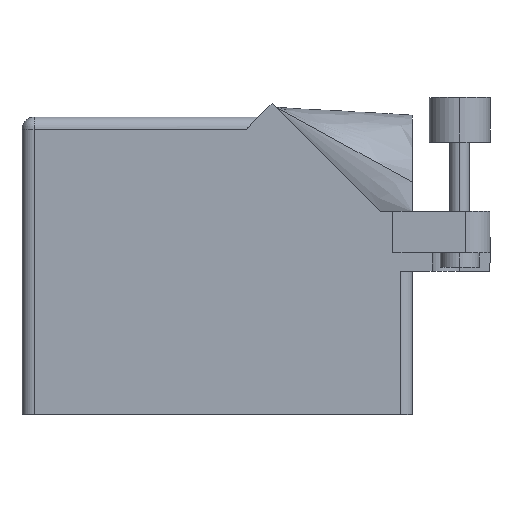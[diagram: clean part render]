
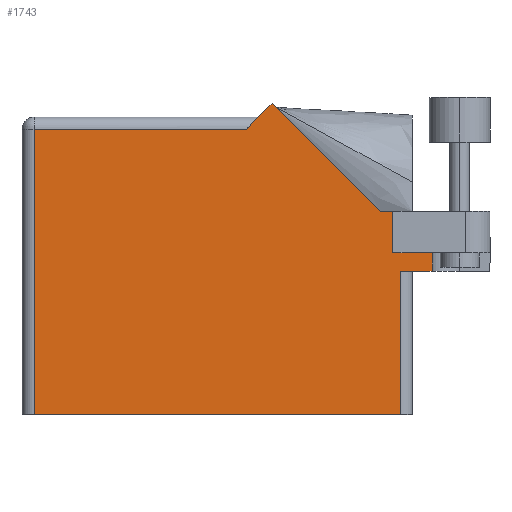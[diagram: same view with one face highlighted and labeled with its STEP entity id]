
A CAD part, top view. The second image highlights one B-rep face of the part: STEP entity #1743.
In plain terms, the highlighted planar face has unit normal (0, 0, 1).
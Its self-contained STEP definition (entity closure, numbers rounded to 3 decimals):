
#23 = CARTESIAN_POINT ( 'NONE',  ( 46.848, 26.518, 0. ) ) ;
#71 = CARTESIAN_POINT ( 'NONE',  ( 49.479, 0., 0. ) ) ;
#86 = LINE ( 'NONE', #2270, #2550 ) ;
#101 = VERTEX_POINT ( 'NONE', #989 ) ;
#135 = LINE ( 'NONE', #2709, #1177 ) ;
#141 = CARTESIAN_POINT ( 'NONE',  ( 48.514, 21.107, 0. ) ) ;
#150 = CARTESIAN_POINT ( 'NONE',  ( 61.214, 26.518, 0. ) ) ;
#164 = ORIENTED_EDGE ( 'NONE', *, *, #1466, .F. ) ;
#220 = ORIENTED_EDGE ( 'NONE', *, *, #1356, .T. ) ;
#231 = VERTEX_POINT ( 'NONE', #543 ) ;
#326 = EDGE_CURVE ( 'NONE', #2466, #1386, #2751, .T. ) ;
#340 = DIRECTION ( 'NONE',  ( 1., 0., 0. ) ) ;
#401 = LINE ( 'NONE', #860, #580 ) ;
#421 = VERTEX_POINT ( 'NONE', #893 ) ;
#427 = DIRECTION ( 'NONE',  ( 0., 0., -1. ) ) ;
#510 = DIRECTION ( 'NONE',  ( 0., 1., 0. ) ) ;
#543 = CARTESIAN_POINT ( 'NONE',  ( 1.575, 37.287, 0. ) ) ;
#574 = EDGE_LOOP ( 'NONE', ( #1598, #1587, #1616, #1577, #164, #806, #2076, #1953, #220, #2187, #877 ) ) ;
#579 = DIRECTION ( 'NONE',  ( 0., -1., 0. ) ) ;
#580 = VECTOR ( 'NONE', #1745, 1000. ) ;
#613 = CARTESIAN_POINT ( 'NONE',  ( 32.708, 40.658, 0. ) ) ;
#708 = LINE ( 'NONE', #23, #1057 ) ;
#787 = EDGE_CURVE ( 'NONE', #231, #101, #1249, .T. ) ;
#806 = ORIENTED_EDGE ( 'NONE', *, *, #1634, .T. ) ;
#810 = VERTEX_POINT ( 'NONE', #613 ) ;
#860 = CARTESIAN_POINT ( 'NONE',  ( 0., 37.287, 0. ) ) ;
#877 = ORIENTED_EDGE ( 'NONE', *, *, #787, .T. ) ;
#893 = CARTESIAN_POINT ( 'NONE',  ( 48.514, 26.518, 0. ) ) ;
#945 = VERTEX_POINT ( 'NONE', #71 ) ;
#989 = CARTESIAN_POINT ( 'NONE',  ( 1.575, 0., 0. ) ) ;
#1022 = FACE_OUTER_BOUND ( 'NONE', #574, .T. ) ;
#1037 = CARTESIAN_POINT ( 'NONE',  ( 0., 38.862, 0. ) ) ;
#1057 = VECTOR ( 'NONE', #2648, 1000. ) ;
#1058 = DIRECTION ( 'NONE',  ( 1., 0., 0. ) ) ;
#1115 = EDGE_CURVE ( 'NONE', #1676, #1386, #2518, .T. ) ;
#1171 = VERTEX_POINT ( 'NONE', #2507 ) ;
#1177 = VECTOR ( 'NONE', #510, 1000. ) ;
#1197 = LINE ( 'NONE', #2310, #1520 ) ;
#1228 = DIRECTION ( 'NONE',  ( -0.707, -0.707, 0. ) ) ;
#1249 = LINE ( 'NONE', #2148, #1585 ) ;
#1294 = DIRECTION ( 'NONE',  ( -1., 0., 0. ) ) ;
#1356 = EDGE_CURVE ( 'NONE', #810, #2546, #86, .T. ) ;
#1386 = VERTEX_POINT ( 'NONE', #1440 ) ;
#1395 = LINE ( 'NONE', #2490, #2617 ) ;
#1440 = CARTESIAN_POINT ( 'NONE',  ( 53.632, 18.72, 0. ) ) ;
#1441 = VECTOR ( 'NONE', #2363, 1000. ) ;
#1445 = CARTESIAN_POINT ( 'NONE',  ( 49.479, 18.72, 0. ) ) ;
#1466 = EDGE_CURVE ( 'NONE', #2492, #1676, #1703, .T. ) ;
#1486 = CARTESIAN_POINT ( 'NONE',  ( 48.514, 21.107, 0. ) ) ;
#1520 = VECTOR ( 'NONE', #340, 1000. ) ;
#1546 = AXIS2_PLACEMENT_3D ( 'NONE', #1037, #427, #2120 ) ;
#1577 = ORIENTED_EDGE ( 'NONE', *, *, #1115, .F. ) ;
#1585 = VECTOR ( 'NONE', #579, 1000. ) ;
#1587 = ORIENTED_EDGE ( 'NONE', *, *, #2417, .T. ) ;
#1598 = ORIENTED_EDGE ( 'NONE', *, *, #2461, .T. ) ;
#1616 = ORIENTED_EDGE ( 'NONE', *, *, #326, .T. ) ;
#1634 = EDGE_CURVE ( 'NONE', #2492, #421, #135, .T. ) ;
#1676 = VERTEX_POINT ( 'NONE', #2584 ) ;
#1703 = LINE ( 'NONE', #1486, #1441 ) ;
#1743 = ADVANCED_FACE ( 'NONE', ( #1022 ), #2135, .F. ) ;
#1745 = DIRECTION ( 'NONE',  ( -1., 0., 0. ) ) ;
#1782 = VECTOR ( 'NONE', #1888, 1000. ) ;
#1845 = CARTESIAN_POINT ( 'NONE',  ( 53.632, 29.509, 0. ) ) ;
#1888 = DIRECTION ( 'NONE',  ( 0., -1., 0. ) ) ;
#1953 = ORIENTED_EDGE ( 'NONE', *, *, #2252, .T. ) ;
#2076 = ORIENTED_EDGE ( 'NONE', *, *, #2839, .T. ) ;
#2086 = DIRECTION ( 'NONE',  ( 0., 1., 0. ) ) ;
#2120 = DIRECTION ( 'NONE',  ( -1., 0., 0. ) ) ;
#2135 = PLANE ( 'NONE',  #1546 ) ;
#2148 = CARTESIAN_POINT ( 'NONE',  ( 1.575, 0., 0. ) ) ;
#2187 = ORIENTED_EDGE ( 'NONE', *, *, #2597, .T. ) ;
#2235 = VECTOR ( 'NONE', #1058, 1000. ) ;
#2252 = EDGE_CURVE ( 'NONE', #1171, #810, #708, .T. ) ;
#2270 = CARTESIAN_POINT ( 'NONE',  ( 30.912, 38.862, 0. ) ) ;
#2310 = CARTESIAN_POINT ( 'NONE',  ( 0., 0., 0. ) ) ;
#2358 = CARTESIAN_POINT ( 'NONE',  ( 51.054, 18.72, 0. ) ) ;
#2363 = DIRECTION ( 'NONE',  ( 1., 0., 0. ) ) ;
#2370 = CARTESIAN_POINT ( 'NONE',  ( 29.337, 37.287, 0. ) ) ;
#2390 = VECTOR ( 'NONE', #1294, 1000. ) ;
#2417 = EDGE_CURVE ( 'NONE', #945, #2466, #1395, .T. ) ;
#2461 = EDGE_CURVE ( 'NONE', #101, #945, #1197, .T. ) ;
#2466 = VERTEX_POINT ( 'NONE', #1445 ) ;
#2490 = CARTESIAN_POINT ( 'NONE',  ( 49.479, 18.72, 0. ) ) ;
#2492 = VERTEX_POINT ( 'NONE', #141 ) ;
#2507 = CARTESIAN_POINT ( 'NONE',  ( 46.848, 26.518, 0. ) ) ;
#2518 = LINE ( 'NONE', #1845, #1782 ) ;
#2546 = VERTEX_POINT ( 'NONE', #2370 ) ;
#2550 = VECTOR ( 'NONE', #1228, 1000. ) ;
#2575 = LINE ( 'NONE', #150, #2390 ) ;
#2584 = CARTESIAN_POINT ( 'NONE',  ( 53.632, 21.107, 0. ) ) ;
#2597 = EDGE_CURVE ( 'NONE', #2546, #231, #401, .T. ) ;
#2617 = VECTOR ( 'NONE', #2086, 1000. ) ;
#2648 = DIRECTION ( 'NONE',  ( -0.707, 0.707, 0. ) ) ;
#2709 = CARTESIAN_POINT ( 'NONE',  ( 48.514, 21.107, 0. ) ) ;
#2751 = LINE ( 'NONE', #2358, #2235 ) ;
#2839 = EDGE_CURVE ( 'NONE', #421, #1171, #2575, .T. ) ;
